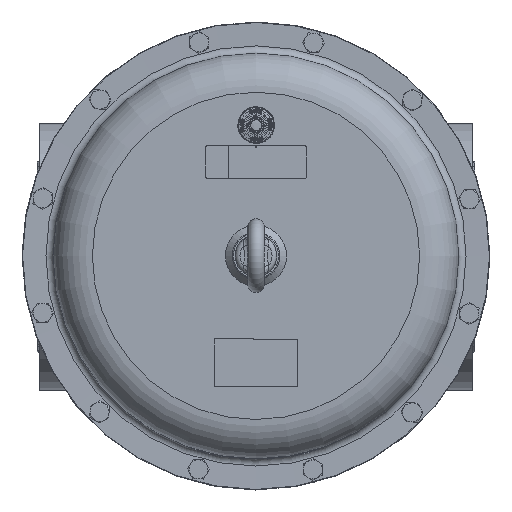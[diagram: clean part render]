
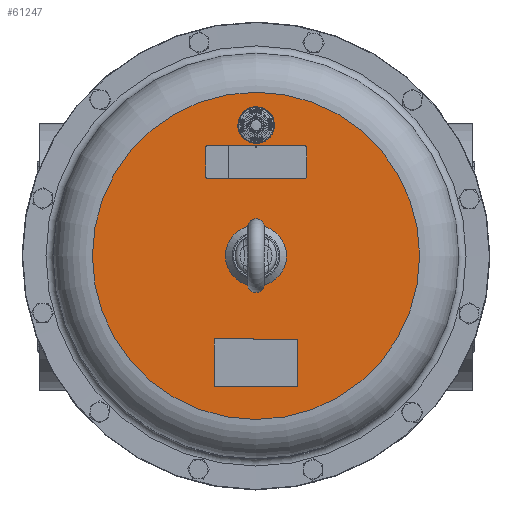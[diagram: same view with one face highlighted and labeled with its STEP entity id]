
A CAD part, top view. The second image highlights one B-rep face of the part: STEP entity #61247.
In plain terms, the highlighted planar face has unit normal (0, 0, 1).
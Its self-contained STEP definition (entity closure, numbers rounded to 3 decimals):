
#5028=FACE_BOUND('',#13800,.T.);
#5029=FACE_BOUND('',#13801,.T.);
#5030=FACE_BOUND('',#13802,.T.);
#5031=FACE_BOUND('',#13803,.T.);
#6771=CIRCLE('',#65933,137.75);
#6788=CIRCLE('',#65958,14.);
#6789=CIRCLE('',#65960,25.657);
#6924=CIRCLE('',#66284,2.);
#6925=CIRCLE('',#66287,2.);
#6926=CIRCLE('',#66290,2.);
#6927=CIRCLE('',#66293,2.);
#10127=FACE_OUTER_BOUND('',#13799,.T.);
#13799=EDGE_LOOP('',(#47585));
#13800=EDGE_LOOP('',(#47586));
#13801=EDGE_LOOP('',(#47587,#47588,#47589,#47590,#47591,#47592,#47593,#47594));
#13802=EDGE_LOOP('',(#47595,#47596,#47597,#47598));
#13803=EDGE_LOOP('',(#47599));
#17505=LINE('',#120544,#20916);
#17509=LINE('',#120553,#20920);
#17512=LINE('',#120561,#20923);
#17515=LINE('',#120569,#20926);
#17517=LINE('',#120576,#20928);
#17520=LINE('',#120581,#20931);
#17522=LINE('',#120585,#20933);
#17524=LINE('',#120588,#20935);
#20916=VECTOR('',#78220,1000.);
#20920=VECTOR('',#78230,1000.);
#20923=VECTOR('',#78239,1000.);
#20926=VECTOR('',#78248,1000.);
#20928=VECTOR('',#78256,1000.);
#20931=VECTOR('',#78261,1000.);
#20933=VECTOR('',#78265,1000.);
#20935=VECTOR('',#78269,1000.);
#25417=VERTEX_POINT('',#118649);
#25448=VERTEX_POINT('',#118718);
#25449=VERTEX_POINT('',#118722);
#25706=VERTEX_POINT('',#120542);
#25707=VERTEX_POINT('',#120543);
#25708=VERTEX_POINT('',#120548);
#25709=VERTEX_POINT('',#120552);
#25710=VERTEX_POINT('',#120556);
#25711=VERTEX_POINT('',#120560);
#25712=VERTEX_POINT('',#120564);
#25713=VERTEX_POINT('',#120568);
#25714=VERTEX_POINT('',#120574);
#25715=VERTEX_POINT('',#120575);
#25716=VERTEX_POINT('',#120580);
#25717=VERTEX_POINT('',#120584);
#32794=EDGE_CURVE('',#25417,#25417,#6771,.T.);
#32827=EDGE_CURVE('',#25448,#25448,#6788,.T.);
#32829=EDGE_CURVE('',#25449,#25449,#6789,.T.);
#33231=EDGE_CURVE('',#25706,#25707,#17505,.T.);
#33234=EDGE_CURVE('',#25707,#25708,#6924,.T.);
#33236=EDGE_CURVE('',#25708,#25709,#17509,.T.);
#33238=EDGE_CURVE('',#25709,#25710,#6925,.T.);
#33240=EDGE_CURVE('',#25710,#25711,#17512,.T.);
#33242=EDGE_CURVE('',#25711,#25712,#6926,.T.);
#33244=EDGE_CURVE('',#25712,#25713,#17515,.T.);
#33246=EDGE_CURVE('',#25713,#25706,#6927,.T.);
#33247=EDGE_CURVE('',#25714,#25715,#17517,.T.);
#33250=EDGE_CURVE('',#25715,#25716,#17520,.T.);
#33252=EDGE_CURVE('',#25716,#25717,#17522,.T.);
#33254=EDGE_CURVE('',#25717,#25714,#17524,.T.);
#47585=ORIENTED_EDGE('',*,*,#32794,.F.);
#47586=ORIENTED_EDGE('',*,*,#32829,.T.);
#47587=ORIENTED_EDGE('',*,*,#33246,.F.);
#47588=ORIENTED_EDGE('',*,*,#33244,.F.);
#47589=ORIENTED_EDGE('',*,*,#33242,.F.);
#47590=ORIENTED_EDGE('',*,*,#33240,.F.);
#47591=ORIENTED_EDGE('',*,*,#33238,.F.);
#47592=ORIENTED_EDGE('',*,*,#33236,.F.);
#47593=ORIENTED_EDGE('',*,*,#33234,.F.);
#47594=ORIENTED_EDGE('',*,*,#33231,.F.);
#47595=ORIENTED_EDGE('',*,*,#33254,.F.);
#47596=ORIENTED_EDGE('',*,*,#33252,.F.);
#47597=ORIENTED_EDGE('',*,*,#33250,.F.);
#47598=ORIENTED_EDGE('',*,*,#33247,.F.);
#47599=ORIENTED_EDGE('',*,*,#32827,.T.);
#55143=PLANE('',#66328);
#61247=ADVANCED_FACE('',(#10127,#5028,#5029,#5030,#5031),#55143,.F.);
#65933=AXIS2_PLACEMENT_3D('',#118651,#77392,#77393);
#65958=AXIS2_PLACEMENT_3D('',#118719,#77454,#77455);
#65960=AXIS2_PLACEMENT_3D('',#118723,#77459,#77460);
#66284=AXIS2_PLACEMENT_3D('',#120549,#78225,#78226);
#66287=AXIS2_PLACEMENT_3D('',#120557,#78234,#78235);
#66290=AXIS2_PLACEMENT_3D('',#120565,#78243,#78244);
#66293=AXIS2_PLACEMENT_3D('',#120572,#78252,#78253);
#66328=AXIS2_PLACEMENT_3D('',#120659,#78364,#78365);
#77392=DIRECTION('center_axis',(0.,0.,
-1.));
#77393=DIRECTION('ref_axis',(-1.,0.001,0.));
#77454=DIRECTION('center_axis',(0.,0.,
-1.));
#77455=DIRECTION('ref_axis',(-1.,0.001,0.));
#77459=DIRECTION('center_axis',(0.,0.,
-1.));
#77460=DIRECTION('ref_axis',(-1.,0.001,0.));
#78220=DIRECTION('',(0.001,1.,0.));
#78225=DIRECTION('center_axis',(0.,0.,
1.));
#78226=DIRECTION('ref_axis',(1.,-0.001,0.));
#78230=DIRECTION('',(-1.,0.001,0.));
#78234=DIRECTION('center_axis',(0.,0.,
1.));
#78235=DIRECTION('ref_axis',(1.,-0.001,0.));
#78239=DIRECTION('',(-0.001,-1.,0.));
#78243=DIRECTION('center_axis',(0.,0.,
1.));
#78244=DIRECTION('ref_axis',(1.,-0.001,0.));
#78248=DIRECTION('',(1.,-0.001,0.));
#78252=DIRECTION('center_axis',(0.,0.,
1.));
#78253=DIRECTION('ref_axis',(1.,-0.001,0.));
#78256=DIRECTION('',(-1.,0.001,0.));
#78261=DIRECTION('',(-0.001,-1.,0.));
#78265=DIRECTION('',(1.,-0.001,0.));
#78269=DIRECTION('',(0.001,1.,0.));
#78364=DIRECTION('center_axis',(0.,0.,
-1.));
#78365=DIRECTION('ref_axis',(-1.,0.001,0.));
#118649=CARTESIAN_POINT('',(137.75,-0.204,493.));
#118651=CARTESIAN_POINT('Origin',(0.,0.,
493.));
#118718=CARTESIAN_POINT('',(14.163,109.979,493.));
#118719=CARTESIAN_POINT('Origin',(0.163,110.,493.));
#118722=CARTESIAN_POINT('',(25.657,-0.038,493.));
#118723=CARTESIAN_POINT('Origin',(0.,0.,
493.));
#120542=CARTESIAN_POINT('',(42.599,66.937,493.));
#120543=CARTESIAN_POINT('',(42.635,90.937,493.));
#120544=CARTESIAN_POINT('',(42.599,66.937,493.));
#120548=CARTESIAN_POINT('',(40.638,92.94,493.));
#120549=CARTESIAN_POINT('Origin',(40.635,90.94,493.));
#120552=CARTESIAN_POINT('',(-40.362,93.06,493.));
#120553=CARTESIAN_POINT('',(40.638,92.94,493.));
#120556=CARTESIAN_POINT('',(-42.365,91.063,493.));
#120557=CARTESIAN_POINT('Origin',(-40.365,91.06,493.));
#120560=CARTESIAN_POINT('',(-42.401,67.063,493.));
#120561=CARTESIAN_POINT('',(-42.401,67.063,493.));
#120564=CARTESIAN_POINT('',(-40.404,65.06,493.));
#120565=CARTESIAN_POINT('Origin',(-40.401,67.06,493.));
#120568=CARTESIAN_POINT('',(40.596,64.94,493.));
#120569=CARTESIAN_POINT('',(40.596,64.94,493.));
#120572=CARTESIAN_POINT('Origin',(40.599,66.94,493.));
#120574=CARTESIAN_POINT('',(34.896,-70.052,493.));
#120575=CARTESIAN_POINT('',(-35.104,-69.948,493.));
#120576=CARTESIAN_POINT('',(34.896,-70.052,493.));
#120580=CARTESIAN_POINT('',(-35.163,-109.948,493.));
#120581=CARTESIAN_POINT('',(-35.104,-69.948,493.));
#120584=CARTESIAN_POINT('',(34.837,-110.052,493.));
#120585=CARTESIAN_POINT('',(34.837,-110.052,493.));
#120588=CARTESIAN_POINT('',(34.896,-70.052,493.));
#120659=CARTESIAN_POINT('Origin',(0.,0.,
493.));
